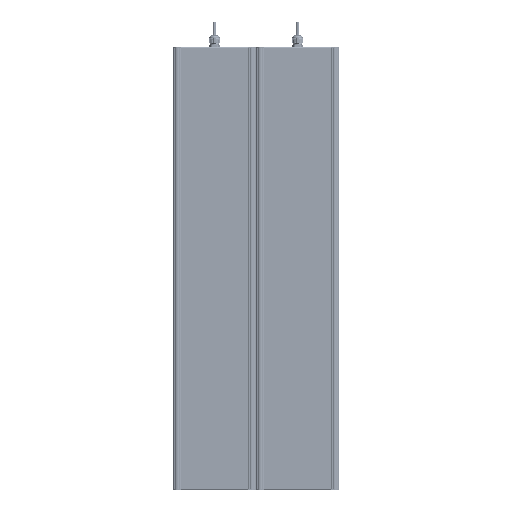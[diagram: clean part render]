
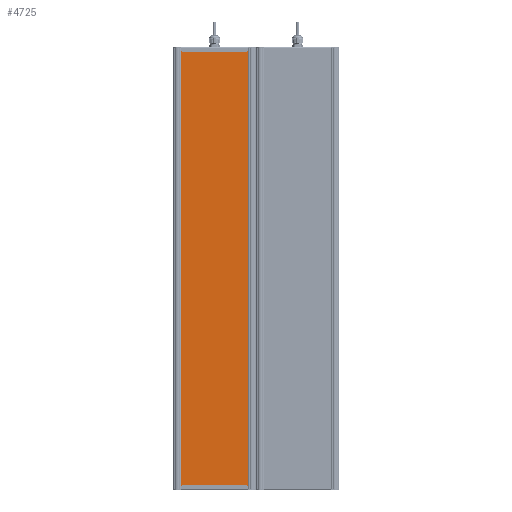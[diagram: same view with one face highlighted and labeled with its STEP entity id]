
A CAD part, front view. The second image highlights one B-rep face of the part: STEP entity #4725.
In plain terms, the highlighted face is planar.
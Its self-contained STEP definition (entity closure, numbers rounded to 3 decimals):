
#4725=ADVANCED_FACE('',(#14967),#14969,.T.);
#14967=FACE_BOUND('',#14968,.T.);
#14968=EDGE_LOOP('',(#45354,#45355,#45356,#45357));
#14969=PLANE('',#14970);
#14970=AXIS2_PLACEMENT_3D('',#14971,#14972,#14973);
#14971=CARTESIAN_POINT('',(2111.497,401.002,-34.582));
#14972=DIRECTION('',(0.,0.,-1.));
#14973=DIRECTION('',(0.,1.,0.));
#45354=ORIENTED_EDGE('',*,*,#53206,.F.);
#45355=ORIENTED_EDGE('',*,*,#53205,.T.);
#45356=ORIENTED_EDGE('',*,*,#53207,.F.);
#45357=ORIENTED_EDGE('',*,*,#53208,.F.);
#53205=EDGE_CURVE('',#59424,#59428,#59430,.T.);
#53206=EDGE_CURVE('',#59424,#59431,#59432,.T.);
#53207=EDGE_CURVE('',#59433,#59428,#59434,.T.);
#53208=EDGE_CURVE('',#59431,#59433,#59435,.T.);
#59424=VERTEX_POINT('',#79236);
#59428=VERTEX_POINT('',#79244);
#59430=LINE('',#79248,#79249);
#59431=VERTEX_POINT('',#79251);
#59432=LINE('',#79252,#79253);
#59433=VERTEX_POINT('',#79255);
#59434=LINE('',#79256,#79257);
#59435=LINE('',#79259,#79260);
#79236=CARTESIAN_POINT('',(2111.497,565.13,-34.582));
#79244=CARTESIAN_POINT('',(3107.497,565.13,-34.582));
#79248=CARTESIAN_POINT('',(2111.497,565.13,-34.582));
#79249=VECTOR('',#79250,1.);
#79250=DIRECTION('',(1.,0.,0.));
#79251=CARTESIAN_POINT('',(2111.497,401.002,-34.582));
#79252=CARTESIAN_POINT('',(2111.497,565.13,-34.582));
#79253=VECTOR('',#79254,1.);
#79254=DIRECTION('',(0.,-1.,0.));
#79255=CARTESIAN_POINT('',(3107.497,401.002,-34.582));
#79256=CARTESIAN_POINT('',(3107.497,401.002,-34.582));
#79257=VECTOR('',#79258,1.);
#79258=DIRECTION('',(0.,1.,0.));
#79259=CARTESIAN_POINT('',(2111.497,401.002,-34.582));
#79260=VECTOR('',#79261,1.);
#79261=DIRECTION('',(1.,0.,0.));
